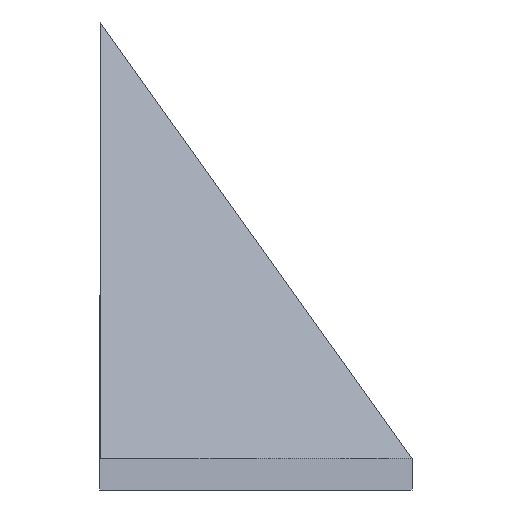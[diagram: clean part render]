
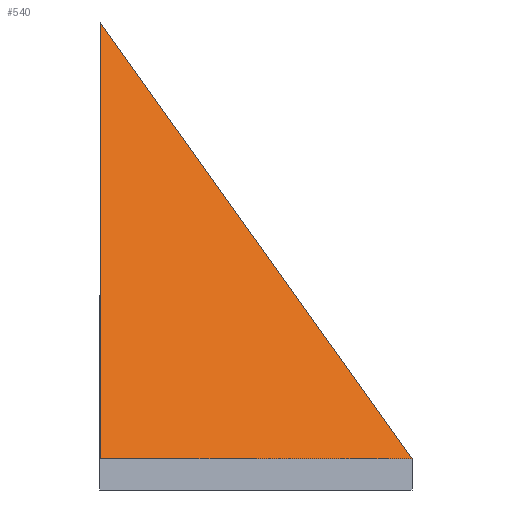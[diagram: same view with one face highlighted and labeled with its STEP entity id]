
A CAD part, front view. The second image highlights one B-rep face of the part: STEP entity #540.
In plain terms, the highlighted planar face has unit normal (0.239, -0.956, 0.171).
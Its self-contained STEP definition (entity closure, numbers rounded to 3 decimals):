
#229=CARTESIAN_POINT('',(20.,0.,0.));
#230=VERTEX_POINT('',#229);
#231=CARTESIAN_POINT('',(0.,-5.,0.));
#232=VERTEX_POINT('',#231);
#233=CARTESIAN_POINT('',(20.,0.,0.));
#234=DIRECTION('',(-0.97,-0.243,0.));
#235=VECTOR('',#234,20.616);
#236=LINE('',#233,#235);
#237=EDGE_CURVE('',#230,#232,#236,.T.);
#508=CARTESIAN_POINT('',(0.,0.,28.));
#509=VERTEX_POINT('',#508);
#510=CARTESIAN_POINT('',(0.,0.,28.));
#511=DIRECTION('',(0.581,0.,-0.814));
#512=VECTOR('',#511,34.409);
#513=LINE('',#510,#512);
#514=EDGE_CURVE('',#509,#230,#513,.T.);
#525=CARTESIAN_POINT('',(10.,-0.077,13.567));
#526=DIRECTION('',(0.,0.176,0.984));
#527=DIRECTION('',(-0.239,0.956,-0.171));
#528=AXIS2_PLACEMENT_3D('',#525,#527,#526);
#529=PLANE('',#528);
#530=ORIENTED_EDGE('',*,*,#237,.T.);
#531=CARTESIAN_POINT('',(0.,0.,28.));
#532=DIRECTION('',(0.,-0.176,-0.984));
#533=VECTOR('',#532,28.443);
#534=LINE('',#531,#533);
#535=EDGE_CURVE('',#509,#232,#534,.T.);
#536=ORIENTED_EDGE('E45',*,*,#535,.F.);
#537=ORIENTED_EDGE('E45',*,*,#514,.T.);
#538=EDGE_LOOP('',(#530,#536,#537));
#539=FACE_OUTER_BOUND('',#538,.F.);
#540=ADVANCED_FACE('F15',(#539),#529,.F.);
